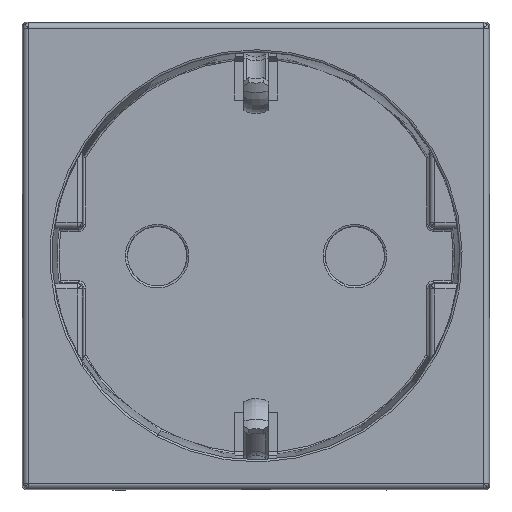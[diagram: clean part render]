
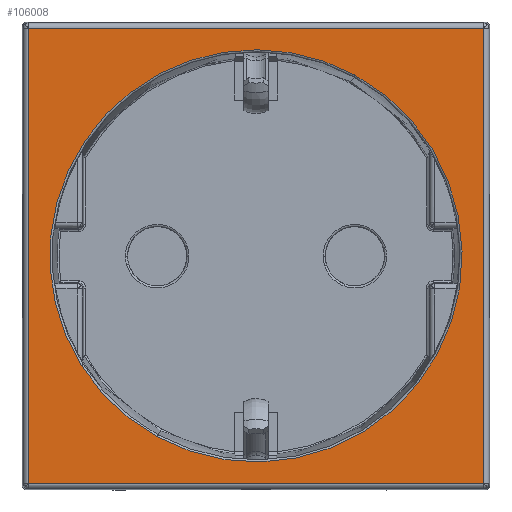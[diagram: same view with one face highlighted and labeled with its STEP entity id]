
A CAD part, top view. The second image highlights one B-rep face of the part: STEP entity #106008.
In plain terms, the highlighted planar face has unit normal (0, 0, 1).
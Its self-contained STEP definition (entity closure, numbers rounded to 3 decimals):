
#105962=AXIS2_PLACEMENT_3D('Plane Axis2P3D',#105959,#105960,#105961) ;
#105984=AXIS2_PLACEMENT_3D('Circle Axis2P3D',#105982,#105983,$) ;
#105993=AXIS2_PLACEMENT_3D('Circle Axis2P3D',#105991,#105992,$) ;
#106000=AXIS2_PLACEMENT_3D('Circle Axis2P3D',#105998,#105999,$) ;
#102581=CARTESIAN_POINT('Vertex',(44.399,0.601,42.9)) ;
#102588=CARTESIAN_POINT('Vertex',(44.399,44.399,42.9)) ;
#102591=CARTESIAN_POINT('Line Origine',(44.399,22.5,42.9)) ;
#102928=CARTESIAN_POINT('Vertex',(0.601,0.601,42.9)) ;
#102931=CARTESIAN_POINT('Line Origine',(22.5,0.601,42.9)) ;
#105959=CARTESIAN_POINT('Axis2P3D Location',(22.5,22.5,42.9)) ;
#105964=CARTESIAN_POINT('Line Origine',(22.5,44.399,42.9)) ;
#105968=CARTESIAN_POINT('Vertex',(0.601,44.399,42.9)) ;
#105971=CARTESIAN_POINT('Line Origine',(0.601,22.5,42.9)) ;
#105982=CARTESIAN_POINT('Axis2P3D Location',(22.5,22.5,42.9)) ;
#105986=CARTESIAN_POINT('Vertex',(32.002,39.893,42.9)) ;
#105988=CARTESIAN_POINT('Vertex',(12.998,5.107,42.9)) ;
#105991=CARTESIAN_POINT('Axis2P3D Location',(22.5,22.5,42.9)) ;
#105995=CARTESIAN_POINT('Vertex',(5.719,11.954,42.9)) ;
#105998=CARTESIAN_POINT('Axis2P3D Location',(22.5,22.5,42.9)) ;
#102592=DIRECTION('Vector Direction',(0.,1.,0.)) ;
#102932=DIRECTION('Vector Direction',(1.,0.,0.)) ;
#105960=DIRECTION('Axis2P3D Direction',(0.,0.,1.)) ;
#105961=DIRECTION('Axis2P3D XDirection',(1.,0.,0.)) ;
#105965=DIRECTION('Vector Direction',(-1.,0.,0.)) ;
#105972=DIRECTION('Vector Direction',(0.,-1.,0.)) ;
#105983=DIRECTION('Axis2P3D Direction',(0.,0.,1.)) ;
#105992=DIRECTION('Axis2P3D Direction',(0.,0.,1.)) ;
#105999=DIRECTION('Axis2P3D Direction',(0.,0.,1.)) ;
#102593=VECTOR('Line Direction',#102592,1.) ;
#102933=VECTOR('Line Direction',#102932,1.) ;
#105966=VECTOR('Line Direction',#105965,1.) ;
#105973=VECTOR('Line Direction',#105972,1.) ;
#105977=ORIENTED_EDGE('',*,*,#105970,.T.) ;
#105978=ORIENTED_EDGE('',*,*,#105975,.T.) ;
#105979=ORIENTED_EDGE('',*,*,#102935,.T.) ;
#105980=ORIENTED_EDGE('',*,*,#102595,.T.) ;
#106004=ORIENTED_EDGE('',*,*,#105990,.T.) ;
#106005=ORIENTED_EDGE('',*,*,#105997,.T.) ;
#106006=ORIENTED_EDGE('',*,*,#106002,.T.) ;
#106007=FACE_BOUND('',#106003,.T.) ;
#106008=ADVANCED_FACE('1554000000.1\\ED03854_A.1\\Hauptk\X2\00F6\X0\rper',(#105981,#106007),#105963,.T.) ;
#105985=CIRCLE('generated circle',#105984,19.819) ;
#105994=CIRCLE('generated circle',#105993,19.819) ;
#106001=CIRCLE('generated circle',#106000,19.819) ;
#102595=EDGE_CURVE('',#102582,#102589,#102594,.T.) ;
#102935=EDGE_CURVE('',#102929,#102582,#102934,.T.) ;
#105970=EDGE_CURVE('',#102589,#105969,#105967,.T.) ;
#105975=EDGE_CURVE('',#105969,#102929,#105974,.T.) ;
#105990=EDGE_CURVE('',#105987,#105989,#105985,.F.) ;
#105997=EDGE_CURVE('',#105989,#105996,#105994,.F.) ;
#106002=EDGE_CURVE('',#105996,#105987,#106001,.F.) ;
#105976=EDGE_LOOP('',(#105977,#105978,#105979,#105980)) ;
#106003=EDGE_LOOP('',(#106004,#106005,#106006)) ;
#105981=FACE_OUTER_BOUND('',#105976,.T.) ;
#102594=LINE('Line',#102591,#102593) ;
#102934=LINE('Line',#102931,#102933) ;
#105967=LINE('Line',#105964,#105966) ;
#105974=LINE('Line',#105971,#105973) ;
#105963=PLANE('',#105962) ;
#102582=VERTEX_POINT('',#102581) ;
#102589=VERTEX_POINT('',#102588) ;
#102929=VERTEX_POINT('',#102928) ;
#105969=VERTEX_POINT('',#105968) ;
#105987=VERTEX_POINT('',#105986) ;
#105989=VERTEX_POINT('',#105988) ;
#105996=VERTEX_POINT('',#105995) ;
